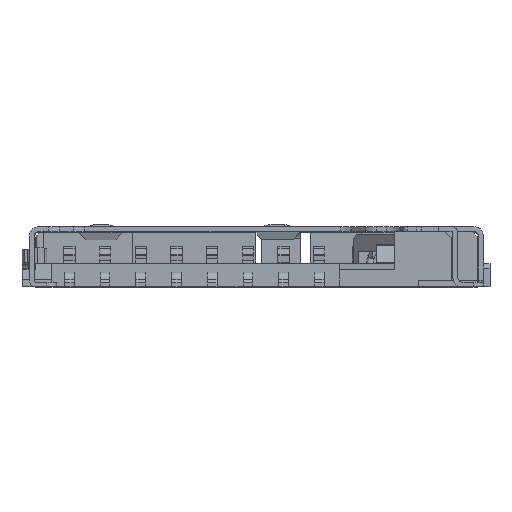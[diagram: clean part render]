
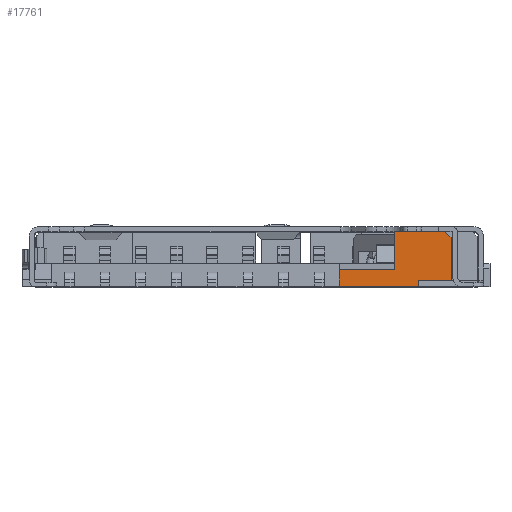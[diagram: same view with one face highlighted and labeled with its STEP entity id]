
A CAD part, top view. The second image highlights one B-rep face of the part: STEP entity #17761.
In plain terms, the highlighted planar face has unit normal (0, 0, 1).
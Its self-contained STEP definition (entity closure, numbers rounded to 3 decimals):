
#187 = CARTESIAN_POINT ( 'NONE',  ( 6., 0.19, 10.95 ) ) ;
#284 = ORIENTED_EDGE ( 'NONE', *, *, #35679, .T. ) ;
#494 = EDGE_CURVE ( 'NONE', #4763, #25728, #5781, .T. ) ;
#562 = LINE ( 'NONE', #31836, #18855 ) ;
#1819 = VECTOR ( 'NONE', #14943, 1000. ) ;
#3220 = VECTOR ( 'NONE', #19493, 1000. ) ;
#3377 = VERTEX_POINT ( 'NONE', #23767 ) ;
#4132 = VERTEX_POINT ( 'NONE', #12477 ) ;
#4763 = VERTEX_POINT ( 'NONE', #38716 ) ;
#5781 = LINE ( 'NONE', #29468, #31187 ) ;
#6029 = VECTOR ( 'NONE', #28756, 1000. ) ;
#6975 = VERTEX_POINT ( 'NONE', #22031 ) ;
#7229 = EDGE_CURVE ( 'NONE', #3377, #4763, #17466, .T. ) ;
#7503 = EDGE_CURVE ( 'NONE', #6975, #38503, #12986, .T. ) ;
#8072 = EDGE_CURVE ( 'NONE', #4132, #3377, #40601, .T. ) ;
#9253 = CARTESIAN_POINT ( 'NONE',  ( 6., 1.49, 10.95 ) ) ;
#9386 = EDGE_CURVE ( 'NONE', #4132, #22219, #23520, .T. ) ;
#10070 = EDGE_CURVE ( 'NONE', #30322, #25728, #41741, .T. ) ;
#10225 = DIRECTION ( 'NONE',  ( -1., 0., 0. ) ) ;
#10236 = VECTOR ( 'NONE', #23690, 1000. ) ;
#10685 = CARTESIAN_POINT ( 'NONE',  ( 4.275, 0.84, 10.95 ) ) ;
#12477 = CARTESIAN_POINT ( 'NONE',  ( 6., 0.19, 10.95 ) ) ;
#12986 = LINE ( 'NONE', #24570, #10236 ) ;
#14028 = PLANE ( 'NONE',  #23602 ) ;
#14631 = ORIENTED_EDGE ( 'NONE', *, *, #10070, .T. ) ;
#14943 = DIRECTION ( 'NONE',  ( 0., -1., 0. ) ) ;
#15162 = VECTOR ( 'NONE', #31885, 1000. ) ;
#15965 = VERTEX_POINT ( 'NONE', #37970 ) ;
#16934 = CARTESIAN_POINT ( 'NONE',  ( 5.8, 1.69, 10.95 ) ) ;
#17031 = CARTESIAN_POINT ( 'NONE',  ( 5., 0.19, 10.95 ) ) ;
#17466 = LINE ( 'NONE', #17031, #27363 ) ;
#17761 = ADVANCED_FACE ( 'NONE', ( #31025 ), #14028, .F. ) ;
#18855 = VECTOR ( 'NONE', #31390, 1000. ) ;
#19493 = DIRECTION ( 'NONE',  ( 0., 1., 0. ) ) ;
#21543 = EDGE_LOOP ( 'NONE', ( #40420, #284, #14631, #35248, #22114, #30646, #41954, #41913, #41847 ) ) ;
#22031 = CARTESIAN_POINT ( 'NONE',  ( 4.25, 1.69, 10.95 ) ) ;
#22052 = DIRECTION ( 'NONE',  ( 0., -1., 0. ) ) ;
#22114 = ORIENTED_EDGE ( 'NONE', *, *, #7229, .F. ) ;
#22219 = VERTEX_POINT ( 'NONE', #9253 ) ;
#23520 = LINE ( 'NONE', #37128, #3220 ) ;
#23602 = AXIS2_PLACEMENT_3D ( 'NONE', #10685, #25194, #22052 ) ;
#23690 = DIRECTION ( 'NONE',  ( 1., 0., 0. ) ) ;
#23767 = CARTESIAN_POINT ( 'NONE',  ( 5., 0.19, 10.95 ) ) ;
#24570 = CARTESIAN_POINT ( 'NONE',  ( 4.25, 1.69, 10.95 ) ) ;
#25194 = DIRECTION ( 'NONE',  ( 0., 0., -1. ) ) ;
#25198 = VECTOR ( 'NONE', #10225, 1000. ) ;
#25671 = DIRECTION ( 'NONE',  ( -1., 0., 0. ) ) ;
#25728 = VERTEX_POINT ( 'NONE', #39975 ) ;
#27363 = VECTOR ( 'NONE', #30686, 1000. ) ;
#28756 = DIRECTION ( 'NONE',  ( -1., 0., 0. ) ) ;
#29468 = CARTESIAN_POINT ( 'NONE',  ( 4.275, 0., 10.95 ) ) ;
#30322 = VERTEX_POINT ( 'NONE', #33677 ) ;
#30646 = ORIENTED_EDGE ( 'NONE', *, *, #8072, .F. ) ;
#30686 = DIRECTION ( 'NONE',  ( 0., -1., 0. ) ) ;
#31025 = FACE_OUTER_BOUND ( 'NONE', #21543, .T. ) ;
#31187 = VECTOR ( 'NONE', #25671, 1000. ) ;
#31390 = DIRECTION ( 'NONE',  ( 0.707, -0.707, 0. ) ) ;
#31722 = CARTESIAN_POINT ( 'NONE',  ( 2.55, 0.51, 10.95 ) ) ;
#31836 = CARTESIAN_POINT ( 'NONE',  ( 5.8, 1.69, 10.95 ) ) ;
#31885 = DIRECTION ( 'NONE',  ( 0., -1., 0. ) ) ;
#33677 = CARTESIAN_POINT ( 'NONE',  ( 2.55, 0.51, 10.95 ) ) ;
#35248 = ORIENTED_EDGE ( 'NONE', *, *, #494, .F. ) ;
#35679 = EDGE_CURVE ( 'NONE', #15965, #30322, #43947, .T. ) ;
#35763 = EDGE_CURVE ( 'NONE', #6975, #15965, #41909, .T. ) ;
#37128 = CARTESIAN_POINT ( 'NONE',  ( 6., 0.19, 10.95 ) ) ;
#37454 = EDGE_CURVE ( 'NONE', #38503, #22219, #562, .T. ) ;
#37970 = CARTESIAN_POINT ( 'NONE',  ( 4.25, 0.51, 10.95 ) ) ;
#38503 = VERTEX_POINT ( 'NONE', #16934 ) ;
#38716 = CARTESIAN_POINT ( 'NONE',  ( 5., 0., 10.95 ) ) ;
#39975 = CARTESIAN_POINT ( 'NONE',  ( 2.55, 0., 10.95 ) ) ;
#40420 = ORIENTED_EDGE ( 'NONE', *, *, #35763, .T. ) ;
#40601 = LINE ( 'NONE', #187, #6029 ) ;
#40811 = CARTESIAN_POINT ( 'NONE',  ( 4.25, 0.51, 10.95 ) ) ;
#41469 = CARTESIAN_POINT ( 'NONE',  ( 4.25, 0.81, 10.95 ) ) ;
#41741 = LINE ( 'NONE', #31722, #1819 ) ;
#41847 = ORIENTED_EDGE ( 'NONE', *, *, #7503, .F. ) ;
#41909 = LINE ( 'NONE', #41469, #15162 ) ;
#41913 = ORIENTED_EDGE ( 'NONE', *, *, #37454, .F. ) ;
#41954 = ORIENTED_EDGE ( 'NONE', *, *, #9386, .T. ) ;
#43947 = LINE ( 'NONE', #40811, #25198 ) ;
